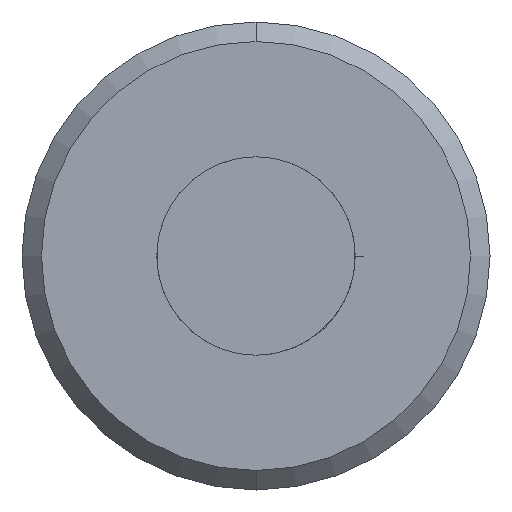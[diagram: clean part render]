
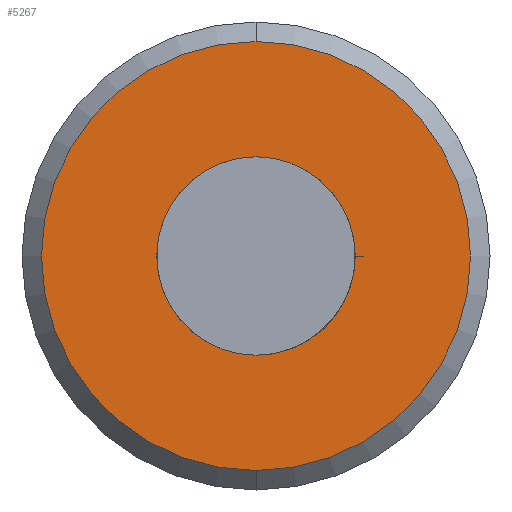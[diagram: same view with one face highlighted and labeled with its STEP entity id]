
A CAD part, front view. The second image highlights one B-rep face of the part: STEP entity #5267.
In plain terms, the highlighted planar face has unit normal (0, -1, 0).
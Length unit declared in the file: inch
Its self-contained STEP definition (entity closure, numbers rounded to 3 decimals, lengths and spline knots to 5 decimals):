
#37 = CARTESIAN_POINT ( 'NONE',  ( 0., -0.51775, 0. ) ) ;
#104 = CIRCLE ( 'NONE', #4908, 0.0795 ) ;
#153 = CARTESIAN_POINT ( 'NONE',  ( 0., -0.51775, 0. ) ) ;
#203 = AXIS2_PLACEMENT_3D ( 'NONE', #1363, #4139, #2684 ) ;
#253 = EDGE_LOOP ( 'NONE', ( #2422, #2814, #744 ) ) ;
#391 = DIRECTION ( 'NONE',  ( 0., -1., 0. ) ) ;
#404 = CIRCLE ( 'NONE', #203, 0.0795 ) ;
#459 = DIRECTION ( 'NONE',  ( 0., 1., 0. ) ) ;
#678 = CARTESIAN_POINT ( 'NONE',  ( 0., -0.51775, 0. ) ) ;
#697 = VERTEX_POINT ( 'NONE', #5910 ) ;
#744 = ORIENTED_EDGE ( 'NONE', *, *, #5273, .T. ) ;
#900 = DIRECTION ( 'NONE',  ( 0., 1., 0. ) ) ;
#954 = VERTEX_POINT ( 'NONE', #5192 ) ;
#1141 = ORIENTED_EDGE ( 'NONE', *, *, #4325, .T. ) ;
#1363 = CARTESIAN_POINT ( 'NONE',  ( 0., -0.51775, 0. ) ) ;
#1511 = DIRECTION ( 'NONE',  ( 0., 0., 1. ) ) ;
#1920 = EDGE_LOOP ( 'NONE', ( #1141, #5834 ) ) ;
#2014 = CIRCLE ( 'NONE', #5466, 0.17188 ) ;
#2211 = VERTEX_POINT ( 'NONE', #5645 ) ;
#2285 = VERTEX_POINT ( 'NONE', #4119 ) ;
#2388 = CIRCLE ( 'NONE', #4412, 0.0795 ) ;
#2422 = ORIENTED_EDGE ( 'NONE', *, *, #3328, .T. ) ;
#2515 = CARTESIAN_POINT ( 'NONE',  ( 0., -0.51775, 0. ) ) ;
#2684 = DIRECTION ( 'NONE',  ( 0., 0., 1. ) ) ;
#2698 = DIRECTION ( 'NONE',  ( 0., 0., 1. ) ) ;
#2772 = AXIS2_PLACEMENT_3D ( 'NONE', #2515, #459, #3207 ) ;
#2814 = ORIENTED_EDGE ( 'NONE', *, *, #5405, .T. ) ;
#2965 = FACE_BOUND ( 'NONE', #253, .T. ) ;
#3207 = DIRECTION ( 'NONE',  ( 0., 0., 1. ) ) ;
#3237 = EDGE_CURVE ( 'NONE', #2211, #4667, #2014, .T. ) ;
#3328 = EDGE_CURVE ( 'NONE', #2285, #954, #2388, .T. ) ;
#3445 = DIRECTION ( 'NONE',  ( 0., 0., 1. ) ) ;
#3449 = CARTESIAN_POINT ( 'NONE',  ( 0., -0.51775, 0. ) ) ;
#3940 = DIRECTION ( 'NONE',  ( 0., -1., 0. ) ) ;
#4119 = CARTESIAN_POINT ( 'NONE',  ( 0.0795, -0.51775, 0. ) ) ;
#4139 = DIRECTION ( 'NONE',  ( 0., 1., 0. ) ) ;
#4220 = CIRCLE ( 'NONE', #4806, 0.17188 ) ;
#4325 = EDGE_CURVE ( 'NONE', #4667, #2211, #4220, .T. ) ;
#4412 = AXIS2_PLACEMENT_3D ( 'NONE', #37, #900, #2698 ) ;
#4463 = DIRECTION ( 'NONE',  ( 0., 0., 1. ) ) ;
#4593 = CARTESIAN_POINT ( 'NONE',  ( 0., -0.51775, 0.17188 ) ) ;
#4667 = VERTEX_POINT ( 'NONE', #4593 ) ;
#4691 = DIRECTION ( 'NONE',  ( 0., 1., 0. ) ) ;
#4806 = AXIS2_PLACEMENT_3D ( 'NONE', #678, #3940, #3445 ) ;
#4817 = FACE_OUTER_BOUND ( 'NONE', #1920, .T. ) ;
#4908 = AXIS2_PLACEMENT_3D ( 'NONE', #153, #4691, #1511 ) ;
#5192 = CARTESIAN_POINT ( 'NONE',  ( 0., -0.51775, -0.0795 ) ) ;
#5267 = ADVANCED_FACE ( 'NONE', ( #2965, #4817 ), #5378, .F. ) ;
#5273 = EDGE_CURVE ( 'NONE', #697, #2285, #404, .T. ) ;
#5378 = PLANE ( 'NONE',  #2772 ) ;
#5405 = EDGE_CURVE ( 'NONE', #954, #697, #104, .T. ) ;
#5466 = AXIS2_PLACEMENT_3D ( 'NONE', #3449, #391, #4463 ) ;
#5645 = CARTESIAN_POINT ( 'NONE',  ( 0., -0.51775, -0.17188 ) ) ;
#5834 = ORIENTED_EDGE ( 'NONE', *, *, #3237, .T. ) ;
#5910 = CARTESIAN_POINT ( 'NONE',  ( 0., -0.51775, 0.0795 ) ) ;
